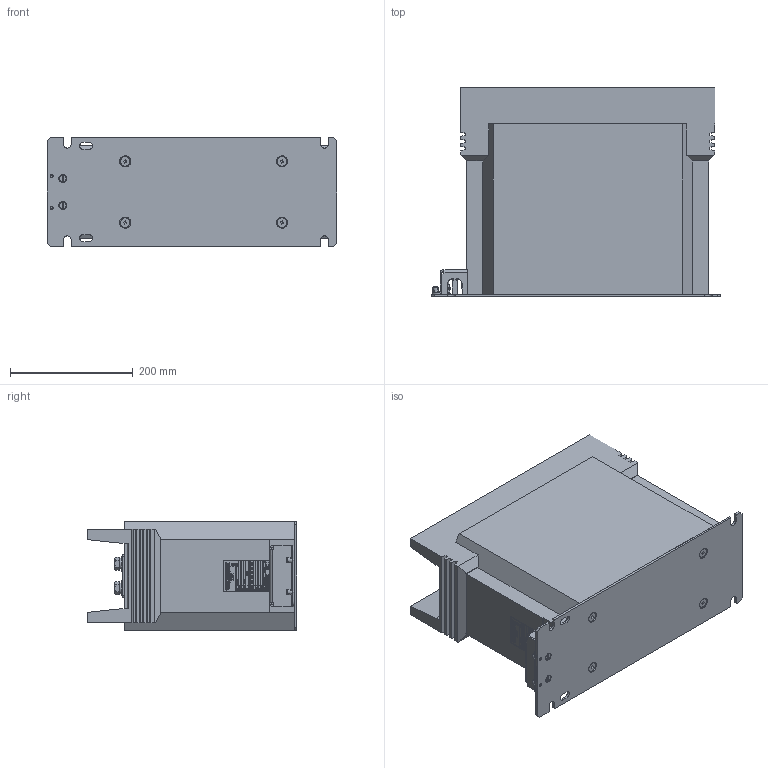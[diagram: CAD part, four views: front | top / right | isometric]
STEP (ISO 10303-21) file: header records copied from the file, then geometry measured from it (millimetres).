
FILE_DESCRIPTION (( 'STEP AP214' ), '1' );
FILE_NAME ('ﾒﾋﾊ-ﾑﾒ-10-13ﾌ (2000ﾀ).STEP', '2023-06-07T10:51:25', ( '' ), ( '' ), 'SwSTEP 2.0', 'SolidWorks 2014', '' );
FILE_SCHEMA (( 'AUTOMOTIVE_DESIGN' ));
Length unit declared in the file: millimetre
Products named in the file (27): Áîëò ÃÎÑÒ 7805-70_Œ5å12; 屡扔.758181.002 妈眚 镫铎徼痤忸黜; ÂÅÈÓ.735314.027 Êðûøêà çàùèòíàÿ_-00; Îñíîâàíèå^ÈÁËÒ.671213.019-01-29 Òðàíñôîðìàòîð òîêà ÒËÊ-ÑÒ-10-13_00; ÂÅÈÓ.671213.544 Ñáîðêà ñ çàëèâêîé ÒËÊ-ÑÒ-10-13_04; ÂÅÈÓ.758472.024 Ãàéêà ñïåöèàëüíàÿ; ÂÅÈÓ.671213.344 Àêòèâíàÿ ÷àñòü ÒËÊ-ÑÒ-10-13_02; 屡扔.758472.007 绵殛郷-02; ÂÅÈÓ.754312.182À Òàáëè÷êà òåõíè÷åñêèõ äàííûõ ÒËÊ-ÑÒ_-00; Ïîëóïðîâîäÿùàÿ ëåíòà^ÂÅÈÓ.671213.344 Àêòèâíàÿ ÷àñòü ÒËÊ-ÑÒ-10-13_00; Ãàéêà êë. À ÃÎÑÒ 5927-70_6; Ëåíòà ËÝ^ÂÅÈÓ.671213.344 Àêòèâíàÿ ÷àñòü ÒËÊ-ÑÒ-10-13_00; Øàéáà ïðóæ. ÃÎÑÒ 6402-70_6; Ëåíòà ÄÏÐÍÌ 1õ20^ÂÅÈÓ.671213.344 Àêòèâíàÿ ÷àñòü ÒËÊ-ÑÒ-10-13_00; ﾘ琺矜 ﾃﾎﾑﾒ 11371-78_6; 屡扔.757465.010 袜觐礤黜桕_00; Âèíò ïîòàé ÃÎÑÒ 17475-80_6å25; ÂÅÈÓ.757465.007À Íàêîíå÷íèê_-01; socket countersunk head screw_din_DIN 7991 - M8 x 20 --- 20N; Äîçàëèâêà ðåáåð^ÂÅÈÓ.671213.544 Ñáîðêà ñ çàëèâêîé ÒËÊ-ÑÒ-10-13_00; Áîëò ÃÎÑÒ 7798-70_12å30; Êîðïóñ^ÂÅÈÓ.671213.544 Ñáîðêà ñ çàëèâêîé ÒËÊ-ÑÒ-10-13_01; Øàéáà ïðóæ. ÃÎÑÒ 6402-70_12; ﾘ琺矜 ﾃﾎﾑﾒ 11371-78_12; ﾒﾋﾊ-ﾑﾒ-10-13ﾌ (2000ﾀ); Øàéáà ïðóæ. ÃÎÑÒ 6402-70_5; ﾘ琺矜 ﾃﾎﾑﾒ 11371-78_5
Assembly tree (92 placements, depth 4):
  ﾒﾋﾊ-ﾑﾒ-10-13ﾌ (2000ﾀ)
    ÂÅÈÓ.671213.544 Ñáîðêà ñ çàëèâêîé ÒËÊ-ÑÒ-10-13_04
      Êîðïóñ^ÂÅÈÓ.671213.544 Ñáîðêà ñ çàëèâêîé ÒËÊ-ÑÒ-10-13_01
      Äîçàëèâêà ðåáåð^ÂÅÈÓ.671213.544 Ñáîðêà ñ çàëèâêîé ÒËÊ-ÑÒ-10-13_00
      ÂÅÈÓ.671213.344 Àêòèâíàÿ ÷àñòü ÒËÊ-ÑÒ-10-13_02
        ÂÅÈÓ.757465.007À Íàêîíå÷íèê_-01
        屡扔.757465.010 袜觐礤黜桕_00
        Ëåíòà ÄÏÐÍÌ 1õ20^ÂÅÈÓ.671213.344 Àêòèâíàÿ ÷àñòü ÒËÊ-ÑÒ-10-13_00
        Ëåíòà ËÝ^ÂÅÈÓ.671213.344 Àêòèâíàÿ ÷àñòü ÒËÊ-ÑÒ-10-13_00
        Ïîëóïðîâîäÿùàÿ ëåíòà^ÂÅÈÓ.671213.344 Àêòèâíàÿ ÷àñòü ÒËÊ-ÑÒ-10-13_00
        屡扔.758472.007 绵殛郷-02  x8
      ÂÅÈÓ.758472.024 Ãàéêà ñïåöèàëüíàÿ  x4
    Îñíîâàíèå^ÈÁËÒ.671213.019-01-29 Òðàíñôîðìàòîð òîêà ÒËÊ-ÑÒ-10-13_00
    ÂÅÈÓ.735314.027 Êðûøêà çàùèòíàÿ_-00
    屡扔.758181.002 妈眚 镫铎徼痤忸黜  x2
    Áîëò ÃÎÑÒ 7805-70_Œ5å12  x8
    ﾘ琺矜 ﾃﾎﾑﾒ 11371-78_5  x8
    Øàéáà ïðóæ. ÃÎÑÒ 6402-70_5  x8
    ﾘ琺矜 ﾃﾎﾑﾒ 11371-78_12  x8
    Øàéáà ïðóæ. ÃÎÑÒ 6402-70_12  x8
    Áîëò ÃÎÑÒ 7798-70_12å30  x8
    socket countersunk head screw_din_DIN 7991 - M8 x 20 --- 20N  x4
    Âèíò ïîòàé ÃÎÑÒ 17475-80_6å25  x2
    ﾘ琺矜 ﾃﾎﾑﾒ 11371-78_6  x6
    Øàéáà ïðóæ. ÃÎÑÒ 6402-70_6  x2
    Ãàéêà êë. À ÃÎÑÒ 5927-70_6  x4
    ÂÅÈÓ.754312.182À Òàáëè÷êà òåõíè÷åñêèõ äàííûõ ÒËÊ-ÑÒ_-00
Bounding box: 472 x 342 x 178 mm (x, y, z)
Volume: 20905529.1 mm3; surface area: 1521038.5 mm2
Topology: 91 solids, 91 shells, 4723 faces, 12040 edges, 7799 vertices
Faces by surface type: plane 2733, bspline 984, cylinder 590, cone 376, torus 40
Entity records: 200697 total; most frequent: CARTESIAN_POINT 79466, ORIENTED_EDGE 20432, DIRECTION 15014, EDGE_CURVE 10216, LINE 7342, VECTOR 7342, VERTEX_POINT 6736, EDGE_LOOP 4304
